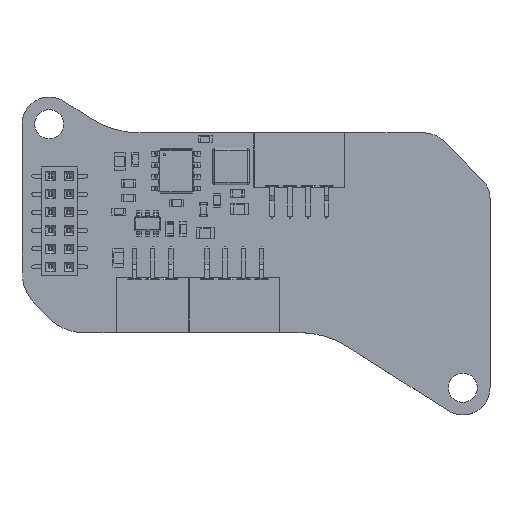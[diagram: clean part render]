
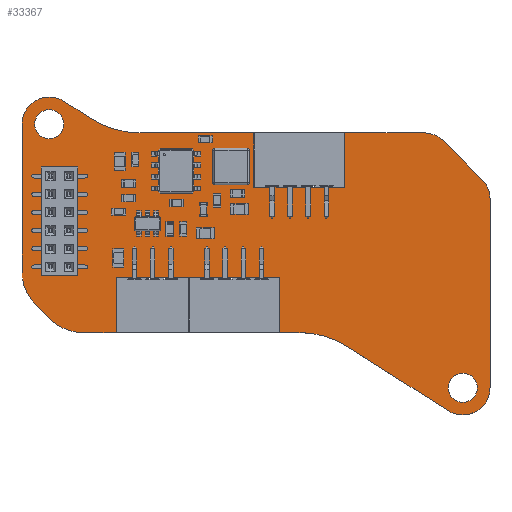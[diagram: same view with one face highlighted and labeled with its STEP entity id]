
A CAD part, top view. The second image highlights one B-rep face of the part: STEP entity #33367.
In plain terms, the highlighted planar face has unit normal (0, 0, 1).
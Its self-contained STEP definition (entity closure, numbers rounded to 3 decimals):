
#33048 = VERTEX_POINT('',#33049);
#33049 = CARTESIAN_POINT('',(-25.79,14.529,1.6));
#33055 = EDGE_CURVE('',#33048,#33056,#33058,.T.);
#33056 = VERTEX_POINT('',#33057);
#33057 = CARTESIAN_POINT('',(-21.187,17.065,1.6));
#33058 = CIRCLE('',#33059,3.);
#33059 = AXIS2_PLACEMENT_3D('',#33060,#33061,#33062);
#33060 = CARTESIAN_POINT('',(-22.79,14.529,1.6));
#33061 = DIRECTION('',(0.,0.,-1.));
#33062 = DIRECTION('',(-1.,0.,-0.));
#33090 = VERTEX_POINT('',#33091);
#33091 = CARTESIAN_POINT('',(-25.79,-1.777,1.6));
#33097 = EDGE_CURVE('',#33090,#33048,#33098,.T.);
#33098 = LINE('',#33099,#33100);
#33099 = CARTESIAN_POINT('',(-25.79,-1.777,1.6));
#33100 = VECTOR('',#33101,1.);
#33101 = DIRECTION('',(0.,1.,0.));
#33119 = EDGE_CURVE('',#33056,#33120,#33122,.T.);
#33120 = VERTEX_POINT('',#33121);
#33121 = CARTESIAN_POINT('',(-18.156,15.133,1.6));
#33122 = LINE('',#33123,#33124);
#33123 = CARTESIAN_POINT('',(-21.187,17.065,1.6));
#33124 = VECTOR('',#33125,1.);
#33125 = DIRECTION('',(0.843,-0.538,0.));
#33367 = ADVANCED_FACE('',(#33368,#33562,#33573),#33584,.T.);
#33368 = FACE_BOUND('',#33369,.T.);
#33369 = EDGE_LOOP('',(#33370,#33371,#33372,#33380,#33389,#33397,#33406,
    #33414,#33422,#33430,#33438,#33446,#33454,#33463,#33471,#33480,
    #33488,#33497,#33505,#33514,#33522,#33530,#33538,#33546,#33554,
    #33561));
#33370 = ORIENTED_EDGE('',*,*,#33055,.F.);
#33371 = ORIENTED_EDGE('',*,*,#33097,.F.);
#33372 = ORIENTED_EDGE('',*,*,#33373,.F.);
#33373 = EDGE_CURVE('',#33374,#33090,#33376,.T.);
#33374 = VERTEX_POINT('',#33375);
#33375 = CARTESIAN_POINT('',(-25.79,-1.777,1.6));
#33376 = LINE('',#33377,#33378);
#33377 = CARTESIAN_POINT('',(-25.79,-1.777,1.6));
#33378 = VECTOR('',#33379,1.);
#33379 = DIRECTION('',(1.,0.,0.));
#33380 = ORIENTED_EDGE('',*,*,#33381,.F.);
#33381 = EDGE_CURVE('',#33382,#33374,#33384,.T.);
#33382 = VERTEX_POINT('',#33383);
#33383 = CARTESIAN_POINT('',(-24.326,-5.313,1.6));
#33384 = CIRCLE('',#33385,5.001);
#33385 = AXIS2_PLACEMENT_3D('',#33386,#33387,#33388);
#33386 = CARTESIAN_POINT('',(-20.789,-1.777,1.6));
#33387 = DIRECTION('',(0.,0.,-1.));
#33388 = DIRECTION('',(-0.707,-0.707,-0.));
#33389 = ORIENTED_EDGE('',*,*,#33390,.F.);
#33390 = EDGE_CURVE('',#33391,#33382,#33393,.T.);
#33391 = VERTEX_POINT('',#33392);
#33392 = CARTESIAN_POINT('',(-22.667,-6.973,1.6));
#33393 = LINE('',#33394,#33395);
#33394 = CARTESIAN_POINT('',(-22.667,-6.973,1.6));
#33395 = VECTOR('',#33396,1.);
#33396 = DIRECTION('',(-0.707,0.707,0.));
#33397 = ORIENTED_EDGE('',*,*,#33398,.F.);
#33398 = EDGE_CURVE('',#33399,#33391,#33401,.T.);
#33399 = VERTEX_POINT('',#33400);
#33400 = CARTESIAN_POINT('',(-19.132,-8.435,1.6));
#33401 = CIRCLE('',#33402,5.006);
#33402 = AXIS2_PLACEMENT_3D('',#33403,#33404,#33405);
#33403 = CARTESIAN_POINT('',(-19.131,-3.429,1.6));
#33404 = DIRECTION('',(0.,0.,-1.));
#33405 = DIRECTION('',(0.,-1.,-0.));
#33406 = ORIENTED_EDGE('',*,*,#33407,.F.);
#33407 = EDGE_CURVE('',#33408,#33399,#33410,.T.);
#33408 = VERTEX_POINT('',#33409);
#33409 = CARTESIAN_POINT('',(-15.39,-8.435,1.6));
#33410 = LINE('',#33411,#33412);
#33411 = CARTESIAN_POINT('',(-15.39,-8.435,1.6));
#33412 = VECTOR('',#33413,1.);
#33413 = DIRECTION('',(-1.,0.,0.));
#33414 = ORIENTED_EDGE('',*,*,#33415,.F.);
#33415 = EDGE_CURVE('',#33416,#33408,#33418,.T.);
#33416 = VERTEX_POINT('',#33417);
#33417 = CARTESIAN_POINT('',(-15.39,-2.394,1.6));
#33418 = LINE('',#33419,#33420);
#33419 = CARTESIAN_POINT('',(-15.39,-2.394,1.6));
#33420 = VECTOR('',#33421,1.);
#33421 = DIRECTION('',(0.,-1.,0.));
#33422 = ORIENTED_EDGE('',*,*,#33423,.F.);
#33423 = EDGE_CURVE('',#33424,#33416,#33426,.T.);
#33424 = VERTEX_POINT('',#33425);
#33425 = CARTESIAN_POINT('',(-7.39,-2.394,1.6));
#33426 = LINE('',#33427,#33428);
#33427 = CARTESIAN_POINT('',(-7.39,-2.394,1.6));
#33428 = VECTOR('',#33429,1.);
#33429 = DIRECTION('',(-1.,0.,0.));
#33430 = ORIENTED_EDGE('',*,*,#33431,.F.);
#33431 = EDGE_CURVE('',#33432,#33424,#33434,.T.);
#33432 = VERTEX_POINT('',#33433);
#33433 = CARTESIAN_POINT('',(2.61,-2.394,1.6));
#33434 = LINE('',#33435,#33436);
#33435 = CARTESIAN_POINT('',(2.61,-2.394,1.6));
#33436 = VECTOR('',#33437,1.);
#33437 = DIRECTION('',(-1.,0.,0.));
#33438 = ORIENTED_EDGE('',*,*,#33439,.F.);
#33439 = EDGE_CURVE('',#33440,#33432,#33442,.T.);
#33440 = VERTEX_POINT('',#33441);
#33441 = CARTESIAN_POINT('',(2.61,-8.435,1.6));
#33442 = LINE('',#33443,#33444);
#33443 = CARTESIAN_POINT('',(2.61,-8.435,1.6));
#33444 = VECTOR('',#33445,1.);
#33445 = DIRECTION('',(0.,1.,0.));
#33446 = ORIENTED_EDGE('',*,*,#33447,.F.);
#33447 = EDGE_CURVE('',#33448,#33440,#33450,.T.);
#33448 = VERTEX_POINT('',#33449);
#33449 = CARTESIAN_POINT('',(4.734,-8.435,1.6));
#33450 = LINE('',#33451,#33452);
#33451 = CARTESIAN_POINT('',(4.734,-8.435,1.6));
#33452 = VECTOR('',#33453,1.);
#33453 = DIRECTION('',(-1.,0.,0.));
#33454 = ORIENTED_EDGE('',*,*,#33455,.F.);
#33455 = EDGE_CURVE('',#33456,#33448,#33458,.T.);
#33456 = VERTEX_POINT('',#33457);
#33457 = CARTESIAN_POINT('',(10.11,-10.003,1.6));
#33458 = CIRCLE('',#33459,10.);
#33459 = AXIS2_PLACEMENT_3D('',#33460,#33461,#33462);
#33460 = CARTESIAN_POINT('',(4.734,-18.435,1.6));
#33461 = DIRECTION('',(0.,0.,1.));
#33462 = DIRECTION('',(0.538,0.843,-0.));
#33463 = ORIENTED_EDGE('',*,*,#33464,.F.);
#33464 = EDGE_CURVE('',#33465,#33456,#33467,.T.);
#33465 = VERTEX_POINT('',#33466);
#33466 = CARTESIAN_POINT('',(21.178,-17.059,1.6));
#33467 = LINE('',#33468,#33469);
#33468 = CARTESIAN_POINT('',(21.178,-17.059,1.6));
#33469 = VECTOR('',#33470,1.);
#33470 = DIRECTION('',(-0.843,0.538,0.));
#33471 = ORIENTED_EDGE('',*,*,#33472,.F.);
#33472 = EDGE_CURVE('',#33473,#33465,#33475,.T.);
#33473 = VERTEX_POINT('',#33474);
#33474 = CARTESIAN_POINT('',(25.79,-14.493,1.6));
#33475 = CIRCLE('',#33476,2.999);
#33476 = AXIS2_PLACEMENT_3D('',#33477,#33478,#33479);
#33477 = CARTESIAN_POINT('',(22.791,-14.53,1.6));
#33478 = DIRECTION('',(0.,0.,-1.));
#33479 = DIRECTION('',(1.,0.012,0.));
#33480 = ORIENTED_EDGE('',*,*,#33481,.F.);
#33481 = EDGE_CURVE('',#33482,#33473,#33484,.T.);
#33482 = VERTEX_POINT('',#33483);
#33483 = CARTESIAN_POINT('',(25.79,6.377,1.6));
#33484 = LINE('',#33485,#33486);
#33485 = CARTESIAN_POINT('',(25.79,6.377,1.6));
#33486 = VECTOR('',#33487,1.);
#33487 = DIRECTION('',(0.,-1.,0.));
#33488 = ORIENTED_EDGE('',*,*,#33489,.F.);
#33489 = EDGE_CURVE('',#33490,#33482,#33492,.T.);
#33490 = VERTEX_POINT('',#33491);
#33491 = CARTESIAN_POINT('',(24.879,8.477,1.6));
#33492 = CIRCLE('',#33493,3.002);
#33493 = AXIS2_PLACEMENT_3D('',#33494,#33495,#33496);
#33494 = CARTESIAN_POINT('',(22.788,6.322,1.6));
#33495 = DIRECTION('',(0.,0.,-1.));
#33496 = DIRECTION('',(0.697,0.718,0.));
#33497 = ORIENTED_EDGE('',*,*,#33498,.F.);
#33498 = EDGE_CURVE('',#33499,#33490,#33501,.T.);
#33499 = VERTEX_POINT('',#33500);
#33500 = CARTESIAN_POINT('',(20.669,12.686,1.6));
#33501 = LINE('',#33502,#33503);
#33502 = CARTESIAN_POINT('',(20.669,12.686,1.6));
#33503 = VECTOR('',#33504,1.);
#33504 = DIRECTION('',(0.707,-0.707,0.));
#33505 = ORIENTED_EDGE('',*,*,#33506,.F.);
#33506 = EDGE_CURVE('',#33507,#33499,#33509,.T.);
#33507 = VERTEX_POINT('',#33508);
#33508 = CARTESIAN_POINT('',(18.561,13.565,1.6));
#33509 = CIRCLE('',#33510,2.993);
#33510 = AXIS2_PLACEMENT_3D('',#33511,#33512,#33513);
#33511 = CARTESIAN_POINT('',(18.55,10.572,1.6));
#33512 = DIRECTION('',(0.,0.,-1.));
#33513 = DIRECTION('',(0.004,1.,0.));
#33514 = ORIENTED_EDGE('',*,*,#33515,.F.);
#33515 = EDGE_CURVE('',#33516,#33507,#33518,.T.);
#33516 = VERTEX_POINT('',#33517);
#33517 = CARTESIAN_POINT('',(9.76,13.565,1.6));
#33518 = LINE('',#33519,#33520);
#33519 = CARTESIAN_POINT('',(9.76,13.565,1.6));
#33520 = VECTOR('',#33521,1.);
#33521 = DIRECTION('',(1.,0.,0.));
#33522 = ORIENTED_EDGE('',*,*,#33523,.F.);
#33523 = EDGE_CURVE('',#33524,#33516,#33526,.T.);
#33524 = VERTEX_POINT('',#33525);
#33525 = CARTESIAN_POINT('',(9.76,7.565,1.6));
#33526 = LINE('',#33527,#33528);
#33527 = CARTESIAN_POINT('',(9.76,7.565,1.6));
#33528 = VECTOR('',#33529,1.);
#33529 = DIRECTION('',(0.,1.,0.));
#33530 = ORIENTED_EDGE('',*,*,#33531,.F.);
#33531 = EDGE_CURVE('',#33532,#33524,#33534,.T.);
#33532 = VERTEX_POINT('',#33533);
#33533 = CARTESIAN_POINT('',(-0.24,7.565,1.6));
#33534 = LINE('',#33535,#33536);
#33535 = CARTESIAN_POINT('',(-0.24,7.565,1.6));
#33536 = VECTOR('',#33537,1.);
#33537 = DIRECTION('',(1.,0.,0.));
#33538 = ORIENTED_EDGE('',*,*,#33539,.F.);
#33539 = EDGE_CURVE('',#33540,#33532,#33542,.T.);
#33540 = VERTEX_POINT('',#33541);
#33541 = CARTESIAN_POINT('',(-0.24,13.565,1.6));
#33542 = LINE('',#33543,#33544);
#33543 = CARTESIAN_POINT('',(-0.24,13.565,1.6));
#33544 = VECTOR('',#33545,1.);
#33545 = DIRECTION('',(0.,-1.,0.));
#33546 = ORIENTED_EDGE('',*,*,#33547,.F.);
#33547 = EDGE_CURVE('',#33548,#33540,#33550,.T.);
#33548 = VERTEX_POINT('',#33549);
#33549 = CARTESIAN_POINT('',(-12.78,13.565,1.6));
#33550 = LINE('',#33551,#33552);
#33551 = CARTESIAN_POINT('',(-12.78,13.565,1.6));
#33552 = VECTOR('',#33553,1.);
#33553 = DIRECTION('',(1.,0.,0.));
#33554 = ORIENTED_EDGE('',*,*,#33555,.F.);
#33555 = EDGE_CURVE('',#33120,#33548,#33556,.T.);
#33556 = CIRCLE('',#33557,10.);
#33557 = AXIS2_PLACEMENT_3D('',#33558,#33559,#33560);
#33558 = CARTESIAN_POINT('',(-12.78,23.565,1.6));
#33559 = DIRECTION('',(0.,0.,1.));
#33560 = DIRECTION('',(-0.538,-0.843,0.));
#33561 = ORIENTED_EDGE('',*,*,#33119,.F.);
#33562 = FACE_BOUND('',#33563,.T.);
#33563 = EDGE_LOOP('',(#33564));
#33564 = ORIENTED_EDGE('',*,*,#33565,.T.);
#33565 = EDGE_CURVE('',#33566,#33566,#33568,.T.);
#33566 = VERTEX_POINT('',#33567);
#33567 = CARTESIAN_POINT('',(22.79,-16.129,1.6));
#33568 = CIRCLE('',#33569,1.6);
#33569 = AXIS2_PLACEMENT_3D('',#33570,#33571,#33572);
#33570 = CARTESIAN_POINT('',(22.79,-14.529,1.6));
#33571 = DIRECTION('',(-0.,0.,-1.));
#33572 = DIRECTION('',(0.,-1.,0.));
#33573 = FACE_BOUND('',#33574,.T.);
#33574 = EDGE_LOOP('',(#33575));
#33575 = ORIENTED_EDGE('',*,*,#33576,.T.);
#33576 = EDGE_CURVE('',#33577,#33577,#33579,.T.);
#33577 = VERTEX_POINT('',#33578);
#33578 = CARTESIAN_POINT('',(-22.79,12.929,1.6));
#33579 = CIRCLE('',#33580,1.6);
#33580 = AXIS2_PLACEMENT_3D('',#33581,#33582,#33583);
#33581 = CARTESIAN_POINT('',(-22.79,14.529,1.6));
#33582 = DIRECTION('',(-0.,0.,-1.));
#33583 = DIRECTION('',(0.,-1.,-0.));
#33584 = PLANE('',#33585);
#33585 = AXIS2_PLACEMENT_3D('',#33586,#33587,#33588);
#33586 = CARTESIAN_POINT('',(0.,0.,1.6));
#33587 = DIRECTION('',(0.,0.,1.));
#33588 = DIRECTION('',(1.,0.,-0.));
